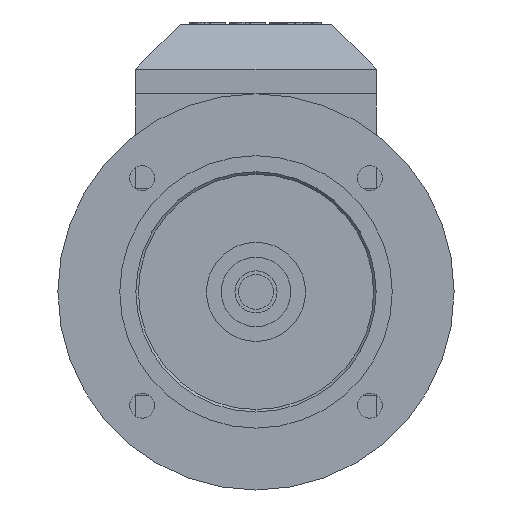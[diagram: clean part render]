
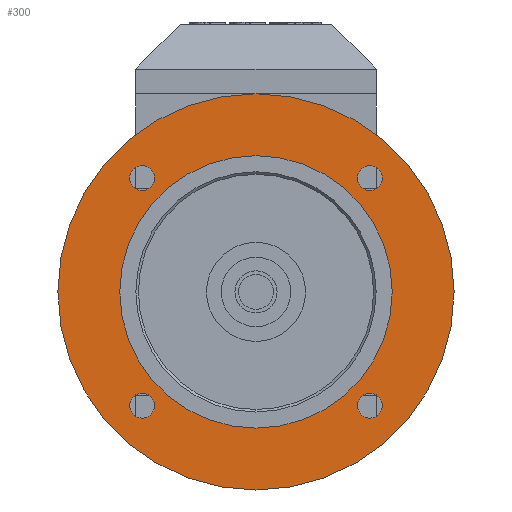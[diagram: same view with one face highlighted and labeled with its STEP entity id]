
A CAD part, front view. The second image highlights one B-rep face of the part: STEP entity #300.
In plain terms, the highlighted planar face has unit normal (0, -1, 0).
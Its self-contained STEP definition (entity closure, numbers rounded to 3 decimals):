
#72=FACE_BOUND('',#624,.T.);
#73=FACE_BOUND('',#625,.T.);
#74=FACE_BOUND('',#626,.T.);
#75=FACE_BOUND('',#627,.T.);
#76=FACE_BOUND('',#628,.T.);
#77=FACE_BOUND('',#629,.T.);
#119=PLANE('',#3007);
#300=ADVANCED_FACE('',(#72,#73,#74,#75,#76,#77),#119,.T.);
#624=EDGE_LOOP('',(#1030,#1031));
#625=EDGE_LOOP('',(#1032,#1033));
#626=EDGE_LOOP('',(#1034,#1035));
#627=EDGE_LOOP('',(#1036,#1037));
#628=EDGE_LOOP('',(#1038,#1039));
#629=EDGE_LOOP('',(#1040,#1041));
#791=CIRCLE('',#2927,80.);
#792=CIRCLE('',#2929,55.);
#801=CIRCLE('',#2943,5.);
#803=CIRCLE('',#2946,5.);
#805=CIRCLE('',#2949,5.);
#807=CIRCLE('',#2952,5.);
#820=CIRCLE('',#2976,5.);
#822=CIRCLE('',#2979,5.);
#824=CIRCLE('',#2982,5.);
#826=CIRCLE('',#2985,5.);
#836=CIRCLE('',#3004,55.);
#837=CIRCLE('',#3006,80.);
#1030=ORIENTED_EDGE('',*,*,#2041,.F.);
#1031=ORIENTED_EDGE('',*,*,#1941,.F.);
#1032=ORIENTED_EDGE('',*,*,#1974,.T.);
#1033=ORIENTED_EDGE('',*,*,#2024,.T.);
#1034=ORIENTED_EDGE('',*,*,#1970,.T.);
#1035=ORIENTED_EDGE('',*,*,#2026,.T.);
#1036=ORIENTED_EDGE('',*,*,#1966,.T.);
#1037=ORIENTED_EDGE('',*,*,#2028,.T.);
#1038=ORIENTED_EDGE('',*,*,#1962,.T.);
#1039=ORIENTED_EDGE('',*,*,#2030,.T.);
#1040=ORIENTED_EDGE('',*,*,#2040,.T.);
#1041=ORIENTED_EDGE('',*,*,#1943,.T.);
#1677=VERTEX_POINT('',#3958);
#1679=VERTEX_POINT('',#3962);
#1680=VERTEX_POINT('',#3966);
#1682=VERTEX_POINT('',#3969);
#1699=VERTEX_POINT('',#4009);
#1700=VERTEX_POINT('',#4011);
#1703=VERTEX_POINT('',#4018);
#1704=VERTEX_POINT('',#4020);
#1707=VERTEX_POINT('',#4027);
#1708=VERTEX_POINT('',#4029);
#1711=VERTEX_POINT('',#4036);
#1712=VERTEX_POINT('',#4038);
#1941=EDGE_CURVE('',#1679,#1677,#791,.T.);
#1943=EDGE_CURVE('',#1682,#1680,#792,.T.);
#1962=EDGE_CURVE('',#1700,#1699,#801,.T.);
#1966=EDGE_CURVE('',#1704,#1703,#803,.T.);
#1970=EDGE_CURVE('',#1708,#1707,#805,.T.);
#1974=EDGE_CURVE('',#1712,#1711,#807,.T.);
#2024=EDGE_CURVE('',#1711,#1712,#820,.T.);
#2026=EDGE_CURVE('',#1707,#1708,#822,.T.);
#2028=EDGE_CURVE('',#1703,#1704,#824,.T.);
#2030=EDGE_CURVE('',#1699,#1700,#826,.T.);
#2040=EDGE_CURVE('',#1680,#1682,#836,.T.);
#2041=EDGE_CURVE('',#1677,#1679,#837,.T.);
#2927=AXIS2_PLACEMENT_3D('',#3963,#3196,#3197);
#2929=AXIS2_PLACEMENT_3D('',#3968,#3201,#3202);
#2943=AXIS2_PLACEMENT_3D('',#4010,#3239,#3240);
#2946=AXIS2_PLACEMENT_3D('',#4019,#3247,#3248);
#2949=AXIS2_PLACEMENT_3D('',#4028,#3255,#3256);
#2952=AXIS2_PLACEMENT_3D('',#4037,#3263,#3264);
#2976=AXIS2_PLACEMENT_3D('',#4144,#3344,#3345);
#2979=AXIS2_PLACEMENT_3D('',#4147,#3350,#3351);
#2982=AXIS2_PLACEMENT_3D('',#4150,#3356,#3357);
#2985=AXIS2_PLACEMENT_3D('',#4153,#3362,#3363);
#3004=AXIS2_PLACEMENT_3D('',#4172,#3400,#3401);
#3006=AXIS2_PLACEMENT_3D('',#4174,#3404,#3405);
#3007=AXIS2_PLACEMENT_3D('',#4175,#3406,#3407);
#3196=DIRECTION('',(0.,1.,0.));
#3197=DIRECTION('',(0.,0.,1.));
#3201=DIRECTION('',(0.,1.,0.));
#3202=DIRECTION('',(0.,0.,1.));
#3239=DIRECTION('',(0.,1.,0.));
#3240=DIRECTION('',(-1.,0.,0.));
#3247=DIRECTION('',(0.,1.,0.));
#3248=DIRECTION('',(-1.,0.,0.));
#3255=DIRECTION('',(0.,1.,0.));
#3256=DIRECTION('',(-1.,0.,0.));
#3263=DIRECTION('',(0.,1.,0.));
#3264=DIRECTION('',(-1.,0.,0.));
#3344=DIRECTION('',(0.,1.,0.));
#3345=DIRECTION('',(-1.,0.,0.));
#3350=DIRECTION('',(0.,1.,0.));
#3351=DIRECTION('',(-1.,0.,0.));
#3356=DIRECTION('',(0.,1.,0.));
#3357=DIRECTION('',(-1.,0.,0.));
#3362=DIRECTION('',(0.,1.,0.));
#3363=DIRECTION('',(-1.,0.,0.));
#3400=DIRECTION('',(0.,1.,0.));
#3401=DIRECTION('',(0.,0.,1.));
#3404=DIRECTION('',(0.,1.,0.));
#3405=DIRECTION('',(0.,0.,1.));
#3406=DIRECTION('',(0.,-1.,0.));
#3407=DIRECTION('',(0.,0.,1.));
#3958=CARTESIAN_POINT('',(0.,-179.,80.));
#3962=CARTESIAN_POINT('',(0.,-179.,-80.));
#3963=CARTESIAN_POINT('',(0.,-179.,0.));
#3966=CARTESIAN_POINT('',(0.,-179.,55.));
#3968=CARTESIAN_POINT('',(0.,-179.,0.));
#3969=CARTESIAN_POINT('',(0.,-179.,-55.));
#4009=CARTESIAN_POINT('',(40.962,-179.,-45.962));
#4010=CARTESIAN_POINT('',(45.962,-179.,-45.962));
#4011=CARTESIAN_POINT('',(50.962,-179.,-45.962));
#4018=CARTESIAN_POINT('',(-50.962,-179.,45.962));
#4019=CARTESIAN_POINT('',(-45.962,-179.,45.962));
#4020=CARTESIAN_POINT('',(-40.962,-179.,45.962));
#4027=CARTESIAN_POINT('',(40.962,-179.,45.962));
#4028=CARTESIAN_POINT('',(45.962,-179.,45.962));
#4029=CARTESIAN_POINT('',(50.962,-179.,45.962));
#4036=CARTESIAN_POINT('',(-50.962,-179.,-45.962));
#4037=CARTESIAN_POINT('',(-45.962,-179.,-45.962));
#4038=CARTESIAN_POINT('',(-40.962,-179.,-45.962));
#4144=CARTESIAN_POINT('',(-45.962,-179.,-45.962));
#4147=CARTESIAN_POINT('',(45.962,-179.,45.962));
#4150=CARTESIAN_POINT('',(-45.962,-179.,45.962));
#4153=CARTESIAN_POINT('',(45.962,-179.,-45.962));
#4172=CARTESIAN_POINT('',(0.,-179.,0.));
#4174=CARTESIAN_POINT('',(0.,-179.,0.));
#4175=CARTESIAN_POINT('',(0.,-179.,67.5));
